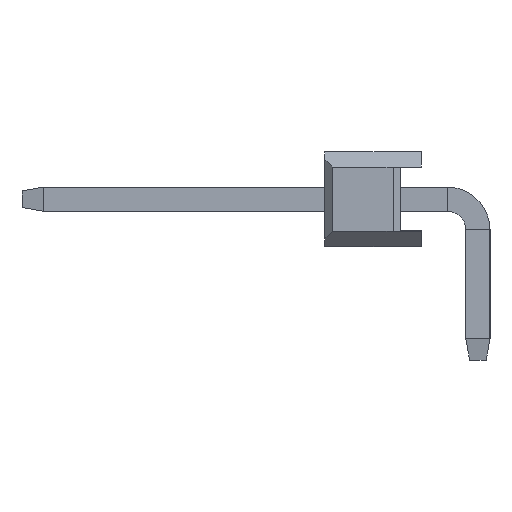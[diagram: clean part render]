
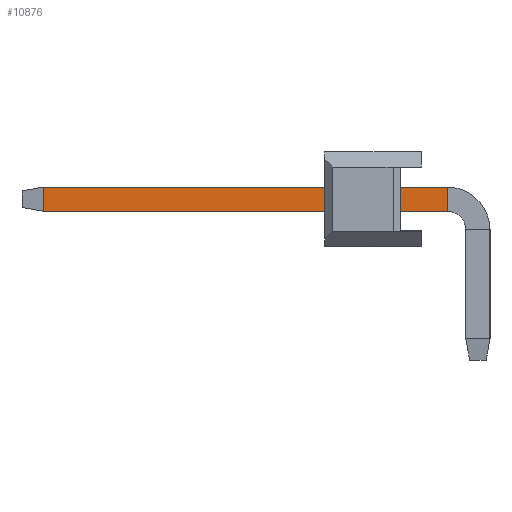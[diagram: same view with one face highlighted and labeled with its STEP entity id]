
A CAD part, left-side view. The second image highlights one B-rep face of the part: STEP entity #10876.
In plain terms, the highlighted planar face has unit normal (-1, 0, 0).
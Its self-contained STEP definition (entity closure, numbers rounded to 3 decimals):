
#1147 = VECTOR ( 'NONE', #12818, 1000. ) ;
#1286 = DIRECTION ( 'NONE',  ( 0., 0., 1. ) ) ;
#1574 = CARTESIAN_POINT ( 'NONE',  ( -43.5, 9.973, -0.32 ) ) ;
#2323 = VERTEX_POINT ( 'NONE', #6045 ) ;
#2343 = VERTEX_POINT ( 'NONE', #6173 ) ;
#4230 = CARTESIAN_POINT ( 'NONE',  ( -43.5, 10.54, -0.32 ) ) ;
#4889 = ORIENTED_EDGE ( 'NONE', *, *, #16265, .T. ) ;
#5234 = ORIENTED_EDGE ( 'NONE', *, *, #9692, .T. ) ;
#5288 = DIRECTION ( 'NONE',  ( 0., 0., -1. ) ) ;
#5306 = CARTESIAN_POINT ( 'NONE',  ( -43.5, 10.54, 0.32 ) ) ;
#5716 = ORIENTED_EDGE ( 'NONE', *, *, #5992, .T. ) ;
#5992 = EDGE_CURVE ( 'NONE', #7775, #2343, #18412, .T. ) ;
#6045 = CARTESIAN_POINT ( 'NONE',  ( -43.5, -0.7, -0.32 ) ) ;
#6173 = CARTESIAN_POINT ( 'NONE',  ( -43.5, 9.973, -0.32 ) ) ;
#6286 = VECTOR ( 'NONE', #9083, 1000. ) ;
#7151 = PLANE ( 'NONE',  #16271 ) ;
#7775 = VERTEX_POINT ( 'NONE', #18917 ) ;
#9083 = DIRECTION ( 'NONE',  ( 0., 0., -1. ) ) ;
#9692 = EDGE_CURVE ( 'NONE', #2343, #2323, #21033, .T. ) ;
#10643 = LINE ( 'NONE', #18132, #14851 ) ;
#10876 = ADVANCED_FACE ( 'NONE', ( #23888 ), #7151, .F. ) ;
#11741 = DIRECTION ( 'NONE',  ( 0., -1., 0. ) ) ;
#12818 = DIRECTION ( 'NONE',  ( 0., -1., 0. ) ) ;
#13042 = EDGE_LOOP ( 'NONE', ( #19157, #5716, #5234, #4889 ) ) ;
#14662 = CARTESIAN_POINT ( 'NONE',  ( -43.5, 10.54, 0.32 ) ) ;
#14851 = VECTOR ( 'NONE', #1286, 1000. ) ;
#15521 = VECTOR ( 'NONE', #11741, 1000. ) ;
#16265 = EDGE_CURVE ( 'NONE', #2323, #22143, #10643, .T. ) ;
#16271 = AXIS2_PLACEMENT_3D ( 'NONE', #14662, #22084, #5288 ) ;
#18132 = CARTESIAN_POINT ( 'NONE',  ( -43.5, -0.7, 0.32 ) ) ;
#18412 = LINE ( 'NONE', #1574, #6286 ) ;
#18917 = CARTESIAN_POINT ( 'NONE',  ( -43.5, 9.973, 0.32 ) ) ;
#19157 = ORIENTED_EDGE ( 'NONE', *, *, #20064, .F. ) ;
#20064 = EDGE_CURVE ( 'NONE', #7775, #22143, #22100, .T. ) ;
#21033 = LINE ( 'NONE', #4230, #15521 ) ;
#22084 = DIRECTION ( 'NONE',  ( 1., 0., 0. ) ) ;
#22100 = LINE ( 'NONE', #5306, #1147 ) ;
#22143 = VERTEX_POINT ( 'NONE', #23258 ) ;
#23258 = CARTESIAN_POINT ( 'NONE',  ( -43.5, -0.7, 0.32 ) ) ;
#23888 = FACE_OUTER_BOUND ( 'NONE', #13042, .T. ) ;
